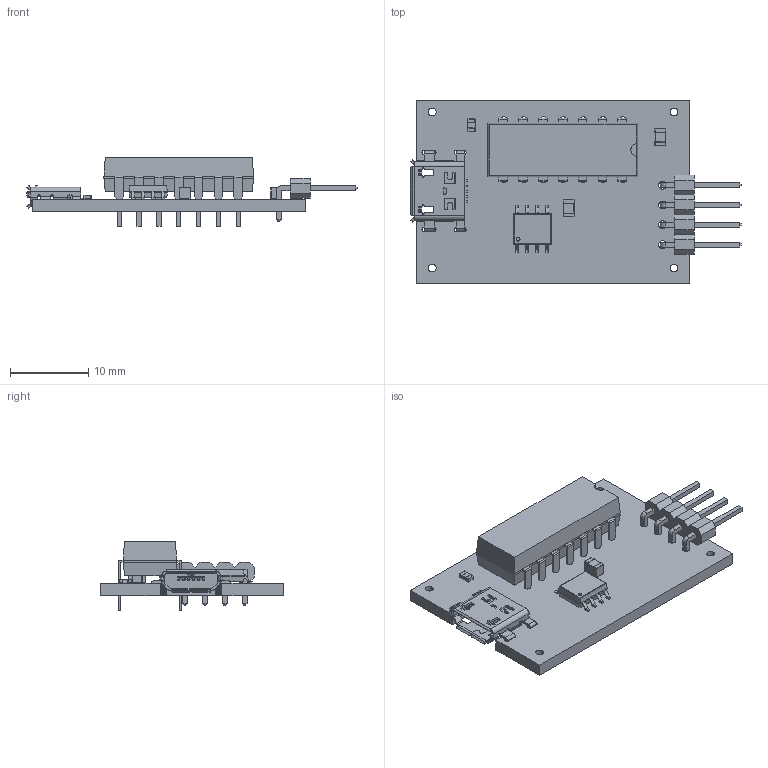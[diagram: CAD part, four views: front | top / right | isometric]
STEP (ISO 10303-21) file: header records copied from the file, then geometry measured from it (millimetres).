
FILE_DESCRIPTION(/* description */ (''),/* implementation_level */ '2;1');
FILE_NAME(/* name */ 'BLDCLaunchpadEdit3D v5.step',/* time_stamp */ '2020-05-11T17:26:21-07:00',/* author */ (''),/* organization */ (''),/* preprocessor_version */ 'ST-DEVELOPER v18.1',/* originating_system */ 'Autodesk Translation Framework v9.2.0.1227',/* authorisation */ '');
FILE_SCHEMA (('AUTOMOTIVE_DESIGN { 1 0 10303 214 3 1 1 }'));
Length unit declared in the file: millimetre
Products named in the file (12): BLDCLaunchpadEdit3D; Packages; CAPC2012X140N; MCP2221A; Body; PinsArrayLR; MOLEX_47642-0001; RESC1508X50N; USB6B1; Body (1); PinsArrayLR (1); 1X04/90
Assembly tree (12 placements, depth 4):
  BLDCLaunchpadEdit3D
    Packages
      CAPC2012X140N  x2
      MCP2221A
        Body
        PinsArrayLR
      MOLEX_47642-0001
      RESC1508X50N
      USB6B1
        Body (1)
        PinsArrayLR (1)
      1X04/90
Bounding box: 42.32 x 23.5 x 8.83 mm (x, y, z)
Volume: 1973.8 mm3; surface area: 3175.4 mm2
Topology: 36 solids, 36 shells, 1627 faces, 4442 edges, 2866 vertices
Faces by surface type: plane 1239, cylinder 336, sphere 52
Full cylindrical faces by diameter (mm): 0.487 x1, 0.813 x14, 1.016 x4
Entity records: 47945 total; most frequent: CARTESIAN_POINT 8517, ORIENTED_EDGE 8258, DIRECTION 7815, EDGE_CURVE 4129, LINE 3483, VECTOR 3483, VERTEX_POINT 2692, AXIS2_PLACEMENT_3D 2166
